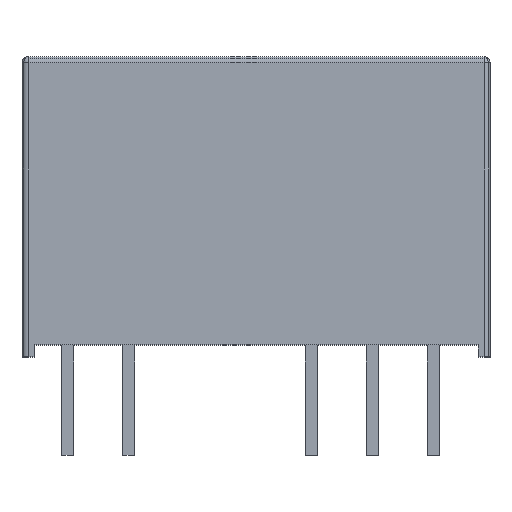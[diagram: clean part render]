
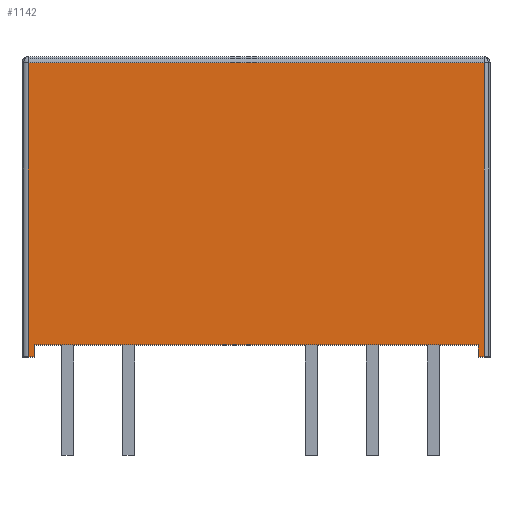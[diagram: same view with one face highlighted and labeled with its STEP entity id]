
A CAD part, top view. The second image highlights one B-rep face of the part: STEP entity #1142.
In plain terms, the highlighted planar face has unit normal (0, 0, 1).
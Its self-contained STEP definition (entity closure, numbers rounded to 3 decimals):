
#735 = VERTEX_POINT('',#736);
#736 = CARTESIAN_POINT('',(-9.5,-0.5,4.91));
#756 = VERTEX_POINT('',#757);
#757 = CARTESIAN_POINT('',(-9.25,-0.5,4.91));
#763 = EDGE_CURVE('',#735,#756,#764,.T.);
#764 = LINE('',#765,#766);
#765 = CARTESIAN_POINT('',(-9.5,-0.5,4.91));
#766 = VECTOR('',#767,1.);
#767 = DIRECTION('',(1.,0.,0.));
#934 = VERTEX_POINT('',#935);
#935 = CARTESIAN_POINT('',(-9.25,0.,4.91));
#943 = VERTEX_POINT('',#944);
#944 = CARTESIAN_POINT('',(9.25,0.,4.91));
#950 = EDGE_CURVE('',#934,#943,#951,.T.);
#951 = LINE('',#952,#953);
#952 = CARTESIAN_POINT('',(-9.25,0.,4.91));
#953 = VECTOR('',#954,1.);
#954 = DIRECTION('',(1.,0.,0.));
#993 = EDGE_CURVE('',#756,#934,#994,.T.);
#994 = LINE('',#995,#996);
#995 = CARTESIAN_POINT('',(-9.25,-0.5,4.91));
#996 = VECTOR('',#997,1.);
#997 = DIRECTION('',(0.,1.,0.));
#1026 = VERTEX_POINT('',#1027);
#1027 = CARTESIAN_POINT('',(9.5,-0.5,4.91));
#1033 = EDGE_CURVE('',#1034,#1026,#1036,.T.);
#1034 = VERTEX_POINT('',#1035);
#1035 = CARTESIAN_POINT('',(9.25,-0.5,4.91));
#1036 = LINE('',#1037,#1038);
#1037 = CARTESIAN_POINT('',(9.25,-0.5,4.91));
#1038 = VECTOR('',#1039,1.);
#1039 = DIRECTION('',(1.,0.,0.));
#1067 = EDGE_CURVE('',#943,#1034,#1068,.T.);
#1068 = LINE('',#1069,#1070);
#1069 = CARTESIAN_POINT('',(9.25,0.,4.91));
#1070 = VECTOR('',#1071,1.);
#1071 = DIRECTION('',(0.,-1.,0.));
#1082 = VERTEX_POINT('',#1083);
#1083 = CARTESIAN_POINT('',(9.5,11.75,4.91));
#1091 = VERTEX_POINT('',#1092);
#1092 = CARTESIAN_POINT('',(-9.5,11.75,4.91));
#1098 = EDGE_CURVE('',#1082,#1091,#1099,.T.);
#1099 = LINE('',#1100,#1101);
#1100 = CARTESIAN_POINT('',(9.5,11.75,4.91));
#1101 = VECTOR('',#1102,1.);
#1102 = DIRECTION('',(-1.,0.,0.));
#1115 = EDGE_CURVE('',#1026,#1082,#1116,.T.);
#1116 = LINE('',#1117,#1118);
#1117 = CARTESIAN_POINT('',(9.5,-0.5,4.91));
#1118 = VECTOR('',#1119,1.);
#1119 = DIRECTION('',(0.,1.,0.));
#1132 = EDGE_CURVE('',#1091,#735,#1133,.T.);
#1133 = LINE('',#1134,#1135);
#1134 = CARTESIAN_POINT('',(-9.5,11.75,4.91));
#1135 = VECTOR('',#1136,1.);
#1136 = DIRECTION('',(0.,-1.,0.));
#1142 = ADVANCED_FACE('',(#1143),#1153,.T.);
#1143 = FACE_BOUND('',#1144,.T.);
#1144 = EDGE_LOOP('',(#1145,#1146,#1147,#1148,#1149,#1150,#1151,#1152));
#1145 = ORIENTED_EDGE('',*,*,#1098,.T.);
#1146 = ORIENTED_EDGE('',*,*,#1132,.T.);
#1147 = ORIENTED_EDGE('',*,*,#763,.T.);
#1148 = ORIENTED_EDGE('',*,*,#993,.T.);
#1149 = ORIENTED_EDGE('',*,*,#950,.T.);
#1150 = ORIENTED_EDGE('',*,*,#1067,.T.);
#1151 = ORIENTED_EDGE('',*,*,#1033,.T.);
#1152 = ORIENTED_EDGE('',*,*,#1115,.T.);
#1153 = PLANE('',#1154);
#1154 = AXIS2_PLACEMENT_3D('',#1155,#1156,#1157);
#1155 = CARTESIAN_POINT('',(0.,0.,4.91));
#1156 = DIRECTION('',(0.,0.,1.));
#1157 = DIRECTION('',(1.,0.,-0.));
